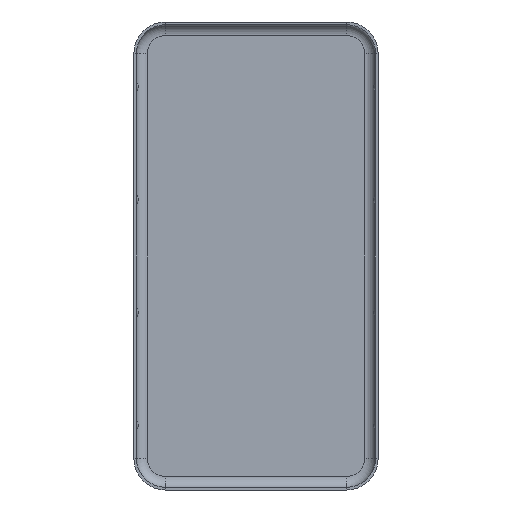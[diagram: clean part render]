
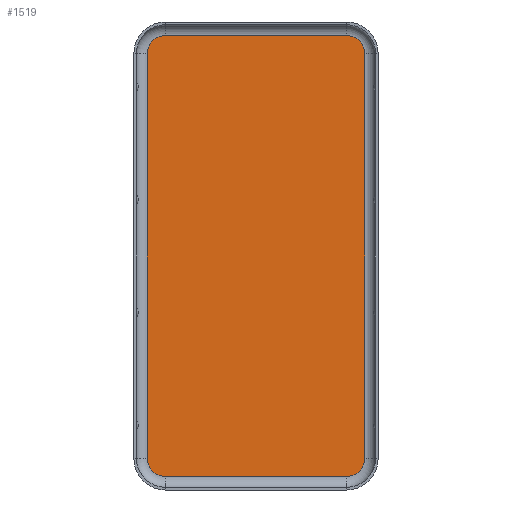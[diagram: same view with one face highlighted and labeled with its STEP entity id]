
A CAD part, front view. The second image highlights one B-rep face of the part: STEP entity #1519.
In plain terms, the highlighted planar face has unit normal (0, -1, 0).
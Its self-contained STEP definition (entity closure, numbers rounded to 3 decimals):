
#60 = CIRCLE ( 'NONE', #860, 2. ) ;
#78 = CARTESIAN_POINT ( 'NONE',  ( 10.05, 0., -22.45 ) ) ;
#114 = VERTEX_POINT ( 'NONE', #1817 ) ;
#138 = DIRECTION ( 'NONE',  ( 0., 0., -1. ) ) ;
#143 = EDGE_CURVE ( 'NONE', #114, #2065, #1398, .T. ) ;
#184 = DIRECTION ( 'NONE',  ( 0., -1., 0. ) ) ;
#245 = DIRECTION ( 'NONE',  ( 0., 0., -1. ) ) ;
#249 = EDGE_CURVE ( 'NONE', #2005, #617, #1445, .T. ) ;
#264 = VECTOR ( 'NONE', #1989, 1000. ) ;
#407 = ORIENTED_EDGE ( 'NONE', *, *, #2021, .T. ) ;
#428 = ORIENTED_EDGE ( 'NONE', *, *, #833, .F. ) ;
#470 = EDGE_CURVE ( 'NONE', #2005, #1141, #646, .T. ) ;
#472 = ORIENTED_EDGE ( 'NONE', *, *, #470, .T. ) ;
#483 = AXIS2_PLACEMENT_3D ( 'NONE', #948, #638, #138 ) ;
#489 = VERTEX_POINT ( 'NONE', #1667 ) ;
#517 = DIRECTION ( 'NONE',  ( 0., 0., -1. ) ) ;
#562 = CARTESIAN_POINT ( 'NONE',  ( 10.05, 0., 24.45 ) ) ;
#567 = CARTESIAN_POINT ( 'NONE',  ( 10.05, 0., 22.45 ) ) ;
#568 = CARTESIAN_POINT ( 'NONE',  ( 12.05, 0., 0. ) ) ;
#617 = VERTEX_POINT ( 'NONE', #1623 ) ;
#638 = DIRECTION ( 'NONE',  ( 0., 1., 0. ) ) ;
#646 = CIRCLE ( 'NONE', #1695, 2. ) ;
#672 = CARTESIAN_POINT ( 'NONE',  ( -10.05, 0., -22.45 ) ) ;
#697 = VERTEX_POINT ( 'NONE', #1353 ) ;
#742 = DIRECTION ( 'NONE',  ( 0., 0., -1. ) ) ;
#758 = DIRECTION ( 'NONE',  ( 0., 0., 1. ) ) ;
#804 = DIRECTION ( 'NONE',  ( -1., 0., 0. ) ) ;
#833 = EDGE_CURVE ( 'NONE', #489, #697, #888, .T. ) ;
#837 = CIRCLE ( 'NONE', #1856, 2. ) ;
#860 = AXIS2_PLACEMENT_3D ( 'NONE', #672, #184, #1657 ) ;
#888 = LINE ( 'NONE', #1279, #1598 ) ;
#925 = DIRECTION ( 'NONE',  ( 0., 1., 0. ) ) ;
#933 = VERTEX_POINT ( 'NONE', #1488 ) ;
#948 = CARTESIAN_POINT ( 'NONE',  ( -10.05, 0., 22.45 ) ) ;
#977 = ORIENTED_EDGE ( 'NONE', *, *, #143, .T. ) ;
#1001 = CARTESIAN_POINT ( 'NONE',  ( 12.05, 0., 22.45 ) ) ;
#1019 = DIRECTION ( 'NONE',  ( 0., -1., 0. ) ) ;
#1141 = VERTEX_POINT ( 'NONE', #1267 ) ;
#1155 = VECTOR ( 'NONE', #517, 1000. ) ;
#1160 = LINE ( 'NONE', #562, #264 ) ;
#1188 = PLANE ( 'NONE',  #1958 ) ;
#1235 = EDGE_CURVE ( 'NONE', #114, #933, #2007, .T. ) ;
#1267 = CARTESIAN_POINT ( 'NONE',  ( 10.05, 0., 24.45 ) ) ;
#1279 = CARTESIAN_POINT ( 'NONE',  ( 10.05, 0., -24.45 ) ) ;
#1330 = CARTESIAN_POINT ( 'NONE',  ( -12.05, 0., -22.45 ) ) ;
#1341 = DIRECTION ( 'NONE',  ( 0., 0., -1. ) ) ;
#1353 = CARTESIAN_POINT ( 'NONE',  ( -10.05, 0., -24.45 ) ) ;
#1398 = LINE ( 'NONE', #1491, #1155 ) ;
#1411 = CARTESIAN_POINT ( 'NONE',  ( 10.05, 0., -22.45 ) ) ;
#1445 = LINE ( 'NONE', #568, #1577 ) ;
#1464 = ORIENTED_EDGE ( 'NONE', *, *, #249, .F. ) ;
#1487 = DIRECTION ( 'NONE',  ( 0., -1., 0. ) ) ;
#1488 = CARTESIAN_POINT ( 'NONE',  ( -10.05, 0., 24.45 ) ) ;
#1491 = CARTESIAN_POINT ( 'NONE',  ( -12.05, 0., 0. ) ) ;
#1519 = ADVANCED_FACE ( 'NONE', ( #1579 ), #1188, .T. ) ;
#1544 = EDGE_CURVE ( 'NONE', #1141, #933, #1160, .T. ) ;
#1577 = VECTOR ( 'NONE', #742, 1000. ) ;
#1579 = FACE_OUTER_BOUND ( 'NONE', #2034, .T. ) ;
#1598 = VECTOR ( 'NONE', #804, 1000. ) ;
#1623 = CARTESIAN_POINT ( 'NONE',  ( 12.05, 0., -22.45 ) ) ;
#1626 = ORIENTED_EDGE ( 'NONE', *, *, #1544, .T. ) ;
#1655 = ORIENTED_EDGE ( 'NONE', *, *, #1235, .F. ) ;
#1657 = DIRECTION ( 'NONE',  ( 0., 0., 1. ) ) ;
#1667 = CARTESIAN_POINT ( 'NONE',  ( 10.05, 0., -24.45 ) ) ;
#1695 = AXIS2_PLACEMENT_3D ( 'NONE', #567, #1019, #1341 ) ;
#1777 = EDGE_CURVE ( 'NONE', #617, #489, #837, .T. ) ;
#1817 = CARTESIAN_POINT ( 'NONE',  ( -12.05, 0., 22.45 ) ) ;
#1856 = AXIS2_PLACEMENT_3D ( 'NONE', #1411, #925, #758 ) ;
#1958 = AXIS2_PLACEMENT_3D ( 'NONE', #78, #1487, #245 ) ;
#1989 = DIRECTION ( 'NONE',  ( -1., 0., 0. ) ) ;
#2005 = VERTEX_POINT ( 'NONE', #1001 ) ;
#2007 = CIRCLE ( 'NONE', #483, 2. ) ;
#2021 = EDGE_CURVE ( 'NONE', #2065, #697, #60, .T. ) ;
#2034 = EDGE_LOOP ( 'NONE', ( #428, #2068, #1464, #472, #1626, #1655, #977, #407 ) ) ;
#2065 = VERTEX_POINT ( 'NONE', #1330 ) ;
#2068 = ORIENTED_EDGE ( 'NONE', *, *, #1777, .F. ) ;
